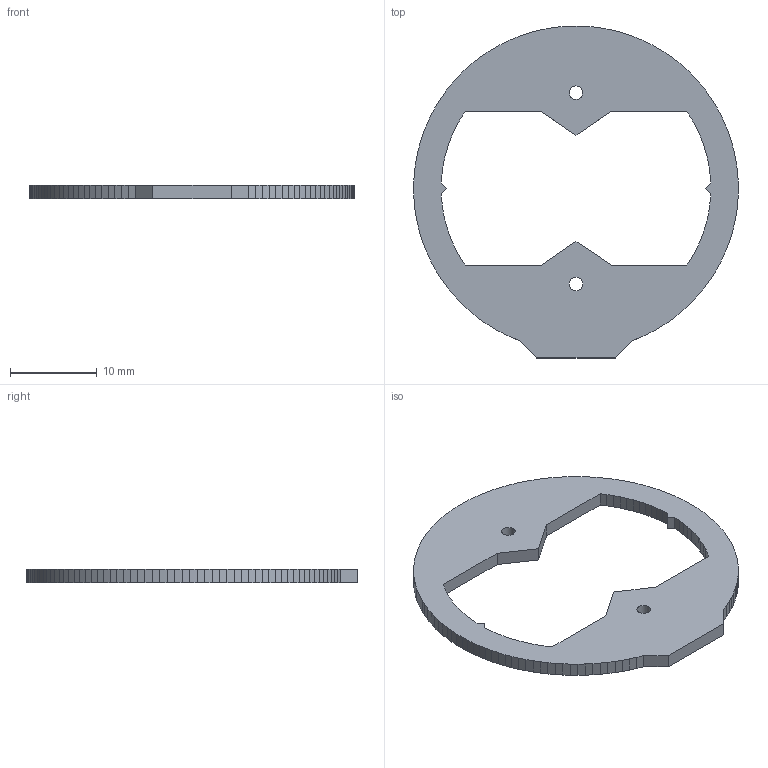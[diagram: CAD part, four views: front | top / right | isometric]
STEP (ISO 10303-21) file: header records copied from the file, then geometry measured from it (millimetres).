
FILE_DESCRIPTION(('KiCad electronic assembly'),'2;1');
FILE_NAME('button-board.step','2023-08-14T15:58:50',('Pcbnew'),('Kicad') ,'Open CASCADE STEP processor 7.6','KiCad to STEP converter','Unknown' );
FILE_SCHEMA(('AUTOMOTIVE_DESIGN { 1 0 10303 214 1 1 1 1 }'));
Length unit declared in the file: millimetre
Products named in the file (2): button-board 1; button-board PCB
Assembly tree (1 placements, depth 2):
  button-board 1
    button-board PCB
Bounding box: 37.34 x 38.17 x 1.58 mm (x, y, z)
Volume: 963 mm3; surface area: 1568.5 mm2
Topology: 1 solids, 1 shells, 183 faces, 543 edges, 362 vertices
Faces by surface type: plane 181, cylinder 2
Full cylindrical faces by diameter (mm): 1.55 x2
Entity records: 13131 total; most frequent: CARTESIAN_POINT 2200, DIRECTION 1999, LINE 1621, VECTOR 1621, ORIENTED_EDGE 1086, PCURVE 1086, DEFINITIONAL_REPRESENTATION 1086, EDGE_CURVE 543
